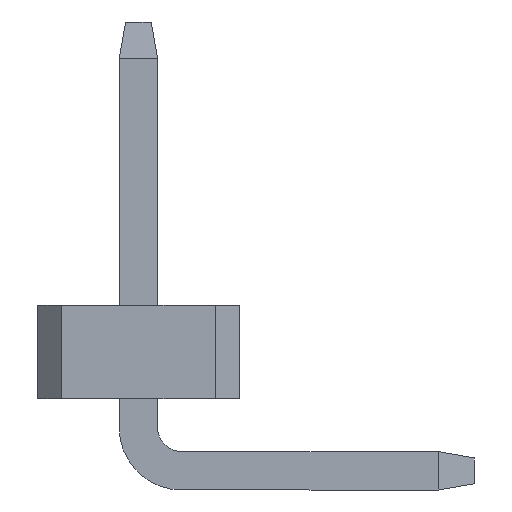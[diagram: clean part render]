
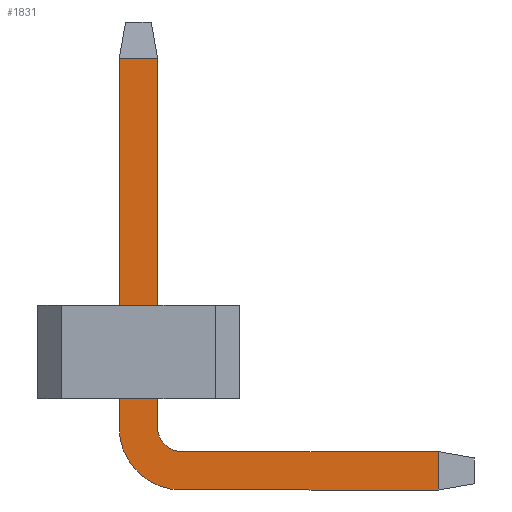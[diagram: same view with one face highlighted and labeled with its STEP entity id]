
A CAD part, left-side view. The second image highlights one B-rep face of the part: STEP entity #1831.
In plain terms, the highlighted planar face has unit normal (-1, 0, 0).
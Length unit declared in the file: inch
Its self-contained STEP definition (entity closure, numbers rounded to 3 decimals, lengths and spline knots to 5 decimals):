
#15 = CARTESIAN_POINT ( 'NONE',  ( -0.008, 0.024, 0.018 ) ) ;
#25 = CARTESIAN_POINT ( 'NONE',  ( -0.008, 0.024, 0.018 ) ) ;
#33 = LINE ( 'NONE', #1517, #2279 ) ;
#53 = EDGE_LOOP ( 'NONE', ( #731, #2315, #408, #864, #514, #55, #564, #1533 ) ) ;
#55 = ORIENTED_EDGE ( 'NONE', *, *, #1525, .T. ) ;
#58 = CARTESIAN_POINT ( 'NONE',  ( -0.008, 0.024, 0.008 ) ) ;
#78 = LINE ( 'NONE', #1389, #1042 ) ;
#81 = CARTESIAN_POINT ( 'NONE',  ( -0.008, 0.05, 0.187 ) ) ;
#94 = VERTEX_POINT ( 'NONE', #462 ) ;
#127 = LINE ( 'NONE', #1059, #2205 ) ;
#157 = VERTEX_POINT ( 'NONE', #438 ) ;
#226 = CARTESIAN_POINT ( 'NONE',  ( -0.008, 0.034, 0.018 ) ) ;
#268 = VECTOR ( 'NONE', #652, 39.37008 ) ;
#301 = CIRCLE ( 'NONE', #925, 0.01 ) ;
#397 = DIRECTION ( 'NONE',  ( -1., 0., 0. ) ) ;
#408 = ORIENTED_EDGE ( 'NONE', *, *, #570, .F. ) ;
#438 = CARTESIAN_POINT ( 'NONE',  ( -0.008, -0.083, -0.008 ) ) ;
#462 = CARTESIAN_POINT ( 'NONE',  ( -0.008, 0.05, 0.172 ) ) ;
#483 = LINE ( 'NONE', #81, #268 ) ;
#489 = DIRECTION ( 'NONE',  ( 0., 0., -1. ) ) ;
#503 = AXIS2_PLACEMENT_3D ( 'NONE', #25, #771, #1510 ) ;
#514 = ORIENTED_EDGE ( 'NONE', *, *, #2076, .F. ) ;
#564 = ORIENTED_EDGE ( 'NONE', *, *, #836, .F. ) ;
#567 = DIRECTION ( 'NONE',  ( 0., 0., -1. ) ) ;
#570 = EDGE_CURVE ( 'NONE', #666, #1078, #2083, .T. ) ;
#577 = VERTEX_POINT ( 'NONE', #1637 ) ;
#578 = CARTESIAN_POINT ( 'NONE',  ( -0.008, 0.024, 0.018 ) ) ;
#652 = DIRECTION ( 'NONE',  ( 0., 0., 1. ) ) ;
#666 = VERTEX_POINT ( 'NONE', #58 ) ;
#680 = VERTEX_POINT ( 'NONE', #226 ) ;
#731 = ORIENTED_EDGE ( 'NONE', *, *, #1812, .F. ) ;
#771 = DIRECTION ( 'NONE',  ( 1., 0., 0. ) ) ;
#778 = CARTESIAN_POINT ( 'NONE',  ( -0.008, 0.05, 0.018 ) ) ;
#826 = CARTESIAN_POINT ( 'NONE',  ( -0.008, 0.034, 0.172 ) ) ;
#836 = EDGE_CURVE ( 'NONE', #954, #94, #483, .T. ) ;
#864 = ORIENTED_EDGE ( 'NONE', *, *, #1808, .F. ) ;
#904 = CARTESIAN_POINT ( 'NONE',  ( -0.008, 0.024, -0.008 ) ) ;
#925 = AXIS2_PLACEMENT_3D ( 'NONE', #15, #397, #567 ) ;
#934 = CARTESIAN_POINT ( 'NONE',  ( -0.008, -0.083, 0.008 ) ) ;
#954 = VERTEX_POINT ( 'NONE', #778 ) ;
#1042 = VECTOR ( 'NONE', #2126, 39.37008 ) ;
#1059 = CARTESIAN_POINT ( 'NONE',  ( -0.008, 0.034, 0.018 ) ) ;
#1078 = VERTEX_POINT ( 'NONE', #934 ) ;
#1210 = VERTEX_POINT ( 'NONE', #826 ) ;
#1231 = AXIS2_PLACEMENT_3D ( 'NONE', #578, #2386, #1643 ) ;
#1270 = CARTESIAN_POINT ( 'NONE',  ( -0.008, -0.098, 0.008 ) ) ;
#1319 = VECTOR ( 'NONE', #2254, 39.37008 ) ;
#1355 = CIRCLE ( 'NONE', #503, 0.026 ) ;
#1389 = CARTESIAN_POINT ( 'NONE',  ( -0.008, -0.083, 0.008 ) ) ;
#1480 = DIRECTION ( 'NONE',  ( 0., 1., 0. ) ) ;
#1510 = DIRECTION ( 'NONE',  ( 0., 0., 1. ) ) ;
#1517 = CARTESIAN_POINT ( 'NONE',  ( -0.008, 0.05, 0.172 ) ) ;
#1525 = EDGE_CURVE ( 'NONE', #1210, #94, #33, .T. ) ;
#1533 = ORIENTED_EDGE ( 'NONE', *, *, #2327, .F. ) ;
#1637 = CARTESIAN_POINT ( 'NONE',  ( -0.008, 0.024, -0.008 ) ) ;
#1643 = DIRECTION ( 'NONE',  ( 0., 0., 1. ) ) ;
#1654 = LINE ( 'NONE', #904, #1661 ) ;
#1661 = VECTOR ( 'NONE', #2029, 39.37008 ) ;
#1808 = EDGE_CURVE ( 'NONE', #680, #666, #301, .T. ) ;
#1812 = EDGE_CURVE ( 'NONE', #157, #577, #1654, .T. ) ;
#1831 = ADVANCED_FACE ( 'NONE', ( #2198 ), #2375, .T. ) ;
#1948 = EDGE_CURVE ( 'NONE', #157, #1078, #78, .T. ) ;
#2029 = DIRECTION ( 'NONE',  ( 0., 1., 0. ) ) ;
#2076 = EDGE_CURVE ( 'NONE', #1210, #680, #127, .T. ) ;
#2083 = LINE ( 'NONE', #1270, #1319 ) ;
#2126 = DIRECTION ( 'NONE',  ( 0., 0., 1. ) ) ;
#2198 = FACE_OUTER_BOUND ( 'NONE', #53, .T. ) ;
#2205 = VECTOR ( 'NONE', #489, 39.37008 ) ;
#2254 = DIRECTION ( 'NONE',  ( 0., -1., 0. ) ) ;
#2279 = VECTOR ( 'NONE', #1480, 39.37008 ) ;
#2315 = ORIENTED_EDGE ( 'NONE', *, *, #1948, .T. ) ;
#2327 = EDGE_CURVE ( 'NONE', #577, #954, #1355, .T. ) ;
#2375 = PLANE ( 'NONE',  #1231 ) ;
#2386 = DIRECTION ( 'NONE',  ( -1., 0., 0. ) ) ;
